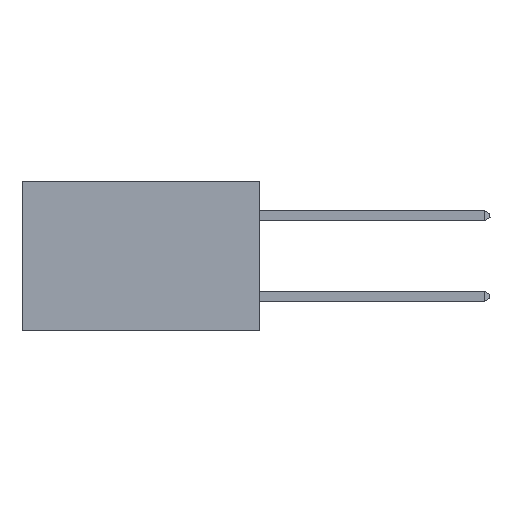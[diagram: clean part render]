
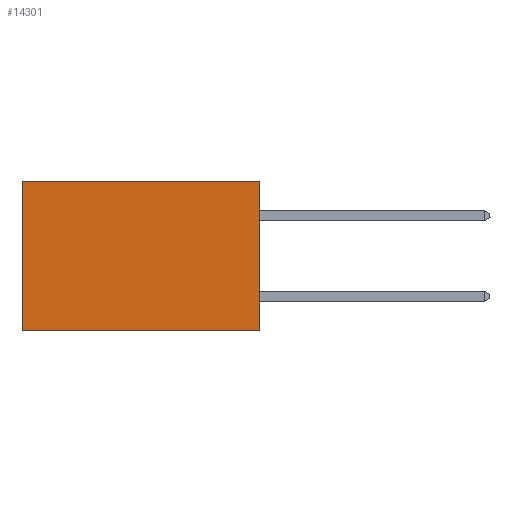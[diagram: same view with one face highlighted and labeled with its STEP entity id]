
A CAD part, left-side view. The second image highlights one B-rep face of the part: STEP entity #14301.
In plain terms, the highlighted planar face has unit normal (-1, 0, 0).
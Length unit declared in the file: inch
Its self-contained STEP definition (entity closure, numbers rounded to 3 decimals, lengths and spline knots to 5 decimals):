
#286 = VECTOR ( 'NONE', #12561, 39.37008 ) ;
#838 = LINE ( 'NONE', #12438, #7645 ) ;
#909 = VECTOR ( 'NONE', #14909, 39.37008 ) ;
#1717 = CARTESIAN_POINT ( 'NONE',  ( 0.277, 0., -0.37 ) ) ;
#2345 = VERTEX_POINT ( 'NONE', #11115 ) ;
#4151 = EDGE_CURVE ( 'NONE', #2345, #12857, #4506, .T. ) ;
#4348 = LINE ( 'NONE', #12713, #286 ) ;
#4506 = LINE ( 'NONE', #1717, #909 ) ;
#4587 = VERTEX_POINT ( 'NONE', #5971 ) ;
#5971 = CARTESIAN_POINT ( 'NONE',  ( 0.277, 0.59, 0. ) ) ;
#6146 = ORIENTED_EDGE ( 'NONE', *, *, #13745, .T. ) ;
#6238 = ORIENTED_EDGE ( 'NONE', *, *, #17392, .T. ) ;
#7297 = FACE_OUTER_BOUND ( 'NONE', #9774, .T. ) ;
#7645 = VECTOR ( 'NONE', #12443, 39.37008 ) ;
#8113 = ORIENTED_EDGE ( 'NONE', *, *, #17041, .F. ) ;
#8276 = DIRECTION ( 'NONE',  ( 0., 0., -1. ) ) ;
#8566 = DIRECTION ( 'NONE',  ( 1., 0., 0. ) ) ;
#8599 = CARTESIAN_POINT ( 'NONE',  ( 0.277, 0., -0.37 ) ) ;
#8793 = CARTESIAN_POINT ( 'NONE',  ( 0.277, 0.59, -0.37 ) ) ;
#8938 = ORIENTED_EDGE ( 'NONE', *, *, #4151, .F. ) ;
#9774 = EDGE_LOOP ( 'NONE', ( #6146, #8938, #8113, #6238 ) ) ;
#11115 = CARTESIAN_POINT ( 'NONE',  ( 0.277, 0., -0.37 ) ) ;
#11178 = CARTESIAN_POINT ( 'NONE',  ( 0.277, 0.59, -0.37 ) ) ;
#12269 = VECTOR ( 'NONE', #12391, 39.37008 ) ;
#12391 = DIRECTION ( 'NONE',  ( 0., 0., -1. ) ) ;
#12438 = CARTESIAN_POINT ( 'NONE',  ( 0.277, 0., -0.37 ) ) ;
#12443 = DIRECTION ( 'NONE',  ( 0., 0., -1. ) ) ;
#12553 = VERTEX_POINT ( 'NONE', #16936 ) ;
#12561 = DIRECTION ( 'NONE',  ( 0., 1., 0. ) ) ;
#12713 = CARTESIAN_POINT ( 'NONE',  ( 0.277, 0., 0. ) ) ;
#12857 = VERTEX_POINT ( 'NONE', #11178 ) ;
#13036 = AXIS2_PLACEMENT_3D ( 'NONE', #8599, #8566, #8276 ) ;
#13745 = EDGE_CURVE ( 'NONE', #4587, #12857, #16496, .T. ) ;
#14301 = ADVANCED_FACE ( 'NONE', ( #7297 ), #14436, .F. ) ;
#14436 = PLANE ( 'NONE',  #13036 ) ;
#14909 = DIRECTION ( 'NONE',  ( 0., 1., 0. ) ) ;
#16496 = LINE ( 'NONE', #8793, #12269 ) ;
#16936 = CARTESIAN_POINT ( 'NONE',  ( 0.277, 0., 0. ) ) ;
#17041 = EDGE_CURVE ( 'NONE', #12553, #2345, #838, .T. ) ;
#17392 = EDGE_CURVE ( 'NONE', #12553, #4587, #4348, .T. ) ;
